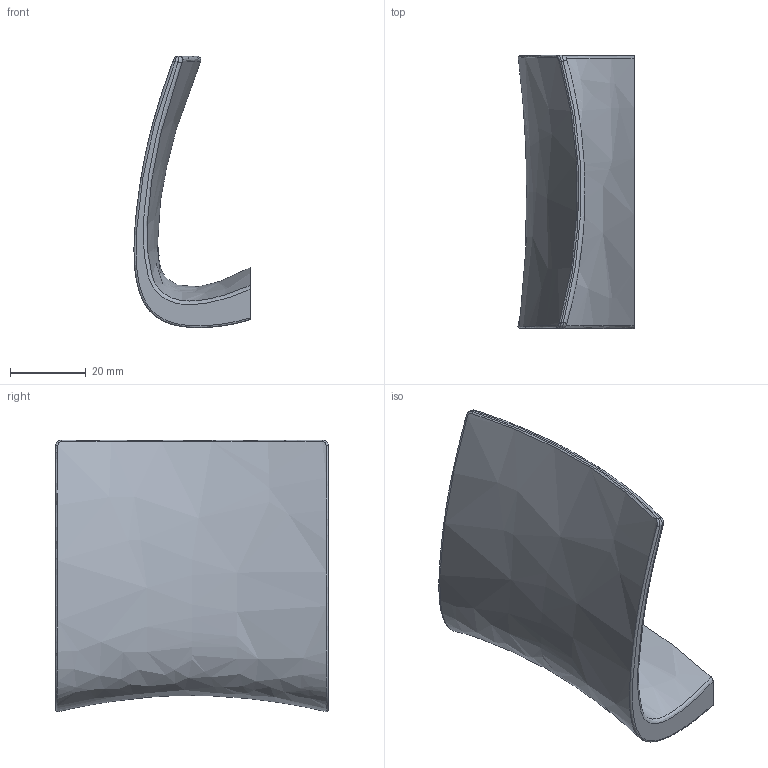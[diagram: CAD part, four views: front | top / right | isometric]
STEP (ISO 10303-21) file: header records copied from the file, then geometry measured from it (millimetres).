
FILE_DESCRIPTION(('Creo Elements/Direct Modeling STEP Export'),'2;1');
FILE_NAME('2284-72.stp','2022-05-04T10:34:17',(''),(''),'Creo Elements/Direct Modeling STEP processor for AP214 (Solid Model)','Creo Elements/Direct Modeling 20.0 12-Nov-2016 (C) Parametric Technology GmbH','');
FILE_SCHEMA(('AUTOMOTIVE_DESIGN { 1 0 10303 214 1 1 1 1 }'));
Length unit declared in the file: millimetre
Products named in the file (1): ZN-8785
Bounding box: 30.66 x 72 x 71.66 mm (x, y, z)
Volume: 26656 mm3; surface area: 15190.9 mm2
Topology: 1 solids, 1 shells, 293 faces, 822 edges, 542 vertices
Faces by surface type: plane 253, bspline 26, cylinder 10, cone 4
Entity records: 22659 total; most frequent: CARTESIAN_POINT 15756, ORIENTED_EDGE 1636, DIRECTION 842, EDGE_CURVE 818, VERTEX_POINT 542, B_SPLINE_CURVE_WITH_KNOTS 523, SURFACE_CURVE 443, EDGE_LOOP 308
